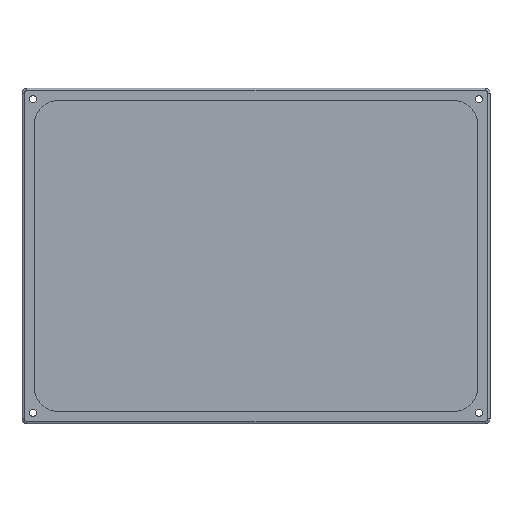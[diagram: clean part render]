
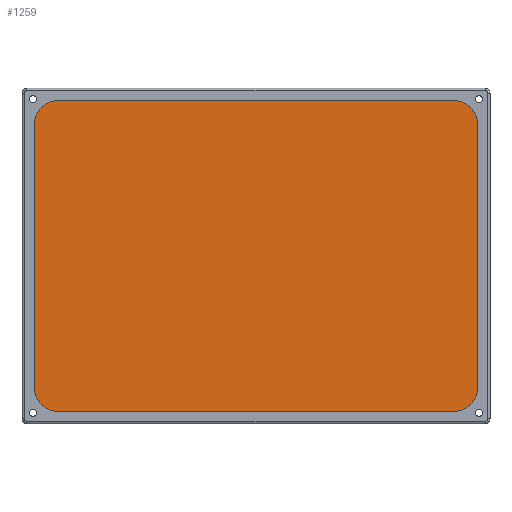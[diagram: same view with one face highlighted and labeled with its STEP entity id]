
A CAD part, top view. The second image highlights one B-rep face of the part: STEP entity #1259.
In plain terms, the highlighted planar face has unit normal (0, 0, 1).
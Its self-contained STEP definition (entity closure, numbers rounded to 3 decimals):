
#53=PLANE('',#1432);
#146=LINE('',#2234,#238);
#149=LINE('',#2242,#241);
#152=LINE('',#2250,#244);
#154=LINE('',#2256,#246);
#238=VECTOR('',#1816,10.);
#241=VECTOR('',#1825,10.);
#244=VECTOR('',#1834,10.);
#246=VECTOR('',#1842,10.);
#363=FACE_OUTER_BOUND('',#451,.T.);
#451=EDGE_LOOP('',(#1167,#1168,#1169,#1170,#1171,#1172,#1173,#1174));
#529=CIRCLE('',#1421,10.);
#530=CIRCLE('',#1424,10.);
#531=CIRCLE('',#1427,10.);
#532=CIRCLE('',#1430,10.);
#630=VERTEX_POINT('',#2226);
#631=VERTEX_POINT('',#2227);
#632=VERTEX_POINT('',#2232);
#633=VERTEX_POINT('',#2236);
#634=VERTEX_POINT('',#2237);
#635=VERTEX_POINT('',#2244);
#636=VERTEX_POINT('',#2245);
#637=VERTEX_POINT('',#2252);
#801=EDGE_CURVE('',#630,#631,#529,.T.);
#805=EDGE_CURVE('',#631,#632,#146,.T.);
#806=EDGE_CURVE('',#633,#634,#530,.T.);
#809=EDGE_CURVE('',#634,#630,#149,.T.);
#810=EDGE_CURVE('',#635,#636,#531,.T.);
#813=EDGE_CURVE('',#636,#633,#152,.T.);
#814=EDGE_CURVE('',#632,#637,#532,.T.);
#816=EDGE_CURVE('',#637,#635,#154,.T.);
#1167=ORIENTED_EDGE('',*,*,#801,.T.);
#1168=ORIENTED_EDGE('',*,*,#805,.T.);
#1169=ORIENTED_EDGE('',*,*,#814,.T.);
#1170=ORIENTED_EDGE('',*,*,#816,.T.);
#1171=ORIENTED_EDGE('',*,*,#810,.T.);
#1172=ORIENTED_EDGE('',*,*,#813,.T.);
#1173=ORIENTED_EDGE('',*,*,#806,.T.);
#1174=ORIENTED_EDGE('',*,*,#809,.T.);
#1259=ADVANCED_FACE('',(#363),#53,.T.);
#1421=AXIS2_PLACEMENT_3D('',#2228,#1809,#1810);
#1424=AXIS2_PLACEMENT_3D('',#2238,#1819,#1820);
#1427=AXIS2_PLACEMENT_3D('',#2246,#1828,#1829);
#1430=AXIS2_PLACEMENT_3D('',#2253,#1837,#1838);
#1432=AXIS2_PLACEMENT_3D('',#2257,#1843,#1844);
#1809=DIRECTION('center_axis',(0.,0.,1.));
#1810=DIRECTION('ref_axis',(0.707,0.707,0.));
#1816=DIRECTION('',(-1.,0.,0.));
#1819=DIRECTION('center_axis',(0.,0.,1.));
#1820=DIRECTION('ref_axis',(0.707,-0.707,0.));
#1825=DIRECTION('',(0.,1.,0.));
#1828=DIRECTION('center_axis',(0.,0.,1.));
#1829=DIRECTION('ref_axis',(-0.707,-0.707,0.));
#1834=DIRECTION('',(1.,0.,0.));
#1837=DIRECTION('center_axis',(0.,0.,1.));
#1838=DIRECTION('ref_axis',(-0.707,0.707,0.));
#1842=DIRECTION('',(0.,-1.,0.));
#1843=DIRECTION('center_axis',(0.,0.,1.));
#1844=DIRECTION('ref_axis',(1.,0.,0.));
#2226=CARTESIAN_POINT('',(91.25,54.,5.));
#2227=CARTESIAN_POINT('',(81.25,64.,5.));
#2228=CARTESIAN_POINT('Origin',(81.25,54.,5.));
#2232=CARTESIAN_POINT('',(-81.25,64.,5.));
#2234=CARTESIAN_POINT('',(91.25,64.,5.));
#2236=CARTESIAN_POINT('',(81.25,-64.,5.));
#2237=CARTESIAN_POINT('',(91.25,-54.,5.));
#2238=CARTESIAN_POINT('Origin',(81.25,-54.,5.));
#2242=CARTESIAN_POINT('',(91.25,-64.,5.));
#2244=CARTESIAN_POINT('',(-91.25,-54.,5.));
#2245=CARTESIAN_POINT('',(-81.25,-64.,5.));
#2246=CARTESIAN_POINT('Origin',(-81.25,-54.,5.));
#2250=CARTESIAN_POINT('',(-91.25,-64.,5.));
#2252=CARTESIAN_POINT('',(-91.25,54.,5.));
#2253=CARTESIAN_POINT('Origin',(-81.25,54.,5.));
#2256=CARTESIAN_POINT('',(-91.25,64.,5.));
#2257=CARTESIAN_POINT('Origin',(0.,0.,5.));
